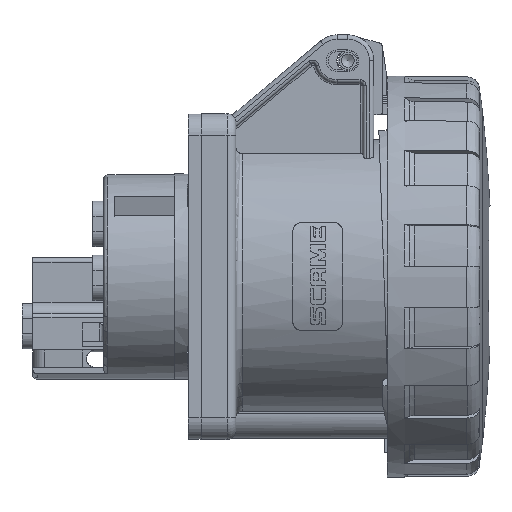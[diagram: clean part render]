
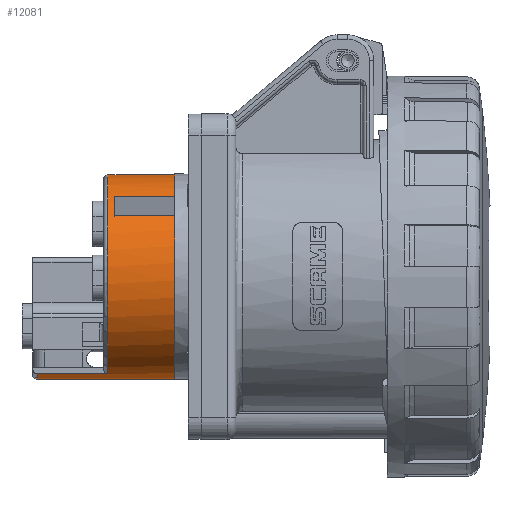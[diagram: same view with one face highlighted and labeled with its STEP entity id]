
A CAD part, left-side view. The second image highlights one B-rep face of the part: STEP entity #12081.
In plain terms, the highlighted cylindrical face has radius 23.75 mm (diameter 47.5 mm), a partial arc.
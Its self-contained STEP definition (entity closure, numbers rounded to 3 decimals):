
#1903=LINE('',#69799,#4380);
#1906=LINE('',#69805,#4383);
#1946=LINE('',#69962,#4423);
#1951=LINE('',#70011,#4428);
#1985=LINE('',#70141,#4462);
#1988=LINE('',#70149,#4465);
#2016=LINE('',#70250,#4493);
#2017=LINE('',#70251,#4494);
#4380=VECTOR('',#47434,1.);
#4383=VECTOR('',#47439,1.);
#4423=VECTOR('',#47558,1.);
#4428=VECTOR('',#47571,1.);
#4462=VECTOR('',#47665,1.);
#4465=VECTOR('',#47674,1.);
#4493=VECTOR('',#47762,1.);
#4494=VECTOR('',#47763,1.);
#6803=FACE_OUTER_BOUND('',#15302,.T.);
#9607=B_SPLINE_CURVE_WITH_KNOTS('',3,(#70222,#70223,#70224,#70225),
 .UNSPECIFIED.,.F.,.F.,(4,4),(0.,1.),.UNSPECIFIED.);
#10899=CYLINDRICAL_SURFACE('',#42096,23.75);
#12081=ADVANCED_FACE('',(#6803),#10899,.T.);
#15302=EDGE_LOOP('',(#20300,#20301,#20302,#20303,#20304,#20305,#20306,#20307,
#20308,#20309,#20310,#20311,#20312,#20313,#20314,#20315));
#20300=ORIENTED_EDGE('',*,*,#34843,.F.);
#20301=ORIENTED_EDGE('',*,*,#34844,.F.);
#20302=ORIENTED_EDGE('',*,*,#34841,.T.);
#20303=ORIENTED_EDGE('',*,*,#34746,.T.);
#20304=ORIENTED_EDGE('',*,*,#34750,.T.);
#20305=ORIENTED_EDGE('',*,*,#34755,.T.);
#20306=ORIENTED_EDGE('',*,*,#34703,.T.);
#20307=ORIENTED_EDGE('',*,*,#34800,.T.);
#20308=ORIENTED_EDGE('',*,*,#34674,.T.);
#20309=ORIENTED_EDGE('',*,*,#34679,.T.);
#20310=ORIENTED_EDGE('',*,*,#34699,.T.);
#20311=ORIENTED_EDGE('',*,*,#34682,.T.);
#20312=ORIENTED_EDGE('',*,*,#34683,.T.);
#20313=ORIENTED_EDGE('',*,*,#34804,.T.);
#20314=ORIENTED_EDGE('',*,*,#34695,.T.);
#20315=ORIENTED_EDGE('',*,*,#34845,.F.);
#30483=VERTEX_POINT('',#69790);
#30484=VERTEX_POINT('',#69791);
#30486=VERTEX_POINT('',#69798);
#30487=VERTEX_POINT('',#69802);
#30488=VERTEX_POINT('',#69804);
#30489=VERTEX_POINT('',#69808);
#30498=VERTEX_POINT('',#69830);
#30499=VERTEX_POINT('',#69832);
#30504=VERTEX_POINT('',#69844);
#30505=VERTEX_POINT('',#69846);
#30528=VERTEX_POINT('',#69960);
#30530=VERTEX_POINT('',#69963);
#30532=VERTEX_POINT('',#69988);
#30578=VERTEX_POINT('',#70226);
#30579=VERTEX_POINT('',#70248);
#30580=VERTEX_POINT('',#70249);
#34674=EDGE_CURVE('',#30483,#30484,#39725,.T.);
#34679=EDGE_CURVE('',#30484,#30486,#1903,.T.);
#34682=EDGE_CURVE('',#30487,#30488,#1906,.T.);
#34683=EDGE_CURVE('',#30488,#30489,#39727,.T.);
#34695=EDGE_CURVE('',#30499,#30498,#39732,.T.);
#34699=EDGE_CURVE('',#30486,#30487,#39733,.T.);
#34703=EDGE_CURVE('',#30505,#30504,#39734,.T.);
#34746=EDGE_CURVE('',#30530,#30528,#1946,.T.);
#34750=EDGE_CURVE('',#30528,#30532,#39748,.T.);
#34755=EDGE_CURVE('',#30532,#30505,#1951,.T.);
#34800=EDGE_CURVE('',#30504,#30483,#1985,.T.);
#34804=EDGE_CURVE('',#30489,#30499,#1988,.T.);
#34841=EDGE_CURVE('',#30578,#30530,#9607,.T.);
#34843=EDGE_CURVE('',#30579,#30580,#39768,.T.);
#34844=EDGE_CURVE('',#30578,#30579,#2016,.T.);
#34845=EDGE_CURVE('',#30580,#30498,#2017,.T.);
#39725=CIRCLE('',#41986,23.75);
#39727=CIRCLE('',#41991,23.75);
#39732=CIRCLE('',#41998,23.75);
#39733=CIRCLE('',#41999,23.75);
#39734=CIRCLE('',#42000,23.75);
#39748=CIRCLE('',#42030,23.75);
#39768=CIRCLE('',#42095,23.75);
#41986=AXIS2_PLACEMENT_3D('',#69789,#47425,#47426);
#41991=AXIS2_PLACEMENT_3D('',#69807,#47442,#47443);
#41998=AXIS2_PLACEMENT_3D('',#69831,#47463,#47464);
#41999=AXIS2_PLACEMENT_3D('',#69838,#47468,#47469);
#42000=AXIS2_PLACEMENT_3D('',#69845,#47473,#47474);
#42030=AXIS2_PLACEMENT_3D('',#69987,#47563,#47564);
#42095=AXIS2_PLACEMENT_3D('',#70247,#47760,#47761);
#42096=AXIS2_PLACEMENT_3D('',#70252,#47764,#47765);
#47425=DIRECTION('',(0.,1.,0.));
#47426=DIRECTION('',(0.,0.,-1.));
#47434=DIRECTION('',(0.,-1.,0.));
#47439=DIRECTION('',(0.,1.,0.));
#47442=DIRECTION('',(0.,1.,0.));
#47443=DIRECTION('',(0.,0.,-1.));
#47463=DIRECTION('',(0.,1.,0.));
#47464=DIRECTION('',(0.,0.,1.));
#47468=DIRECTION('',(0.,1.,0.));
#47469=DIRECTION('',(0.,0.,1.));
#47473=DIRECTION('',(0.,1.,0.));
#47474=DIRECTION('',(0.,0.,1.));
#47558=DIRECTION('',(0.,-1.,0.));
#47563=DIRECTION('',(0.,-1.,0.));
#47564=DIRECTION('',(0.,0.,1.));
#47571=DIRECTION('',(0.,-1.,0.));
#47665=DIRECTION('',(0.,1.,0.));
#47674=DIRECTION('',(0.,-1.,0.));
#47760=DIRECTION('',(0.,1.,0.));
#47761=DIRECTION('',(0.,0.,1.));
#47762=DIRECTION('',(0.,-1.,0.));
#47763=DIRECTION('',(0.,-1.,0.));
#47764=DIRECTION('',(0.,1.,0.));
#47765=DIRECTION('',(0.,0.,-1.));
#69789=CARTESIAN_POINT('',(0.,-33.9,0.));
#69790=CARTESIAN_POINT('',(14.788,-33.9,18.584));
#69791=CARTESIAN_POINT('',(19.007,-33.9,14.24));
#69798=CARTESIAN_POINT('',(19.007,-47.9,14.24));
#69799=CARTESIAN_POINT('',(19.007,-33.9,14.24));
#69802=CARTESIAN_POINT('',(-19.007,-47.9,14.24));
#69804=CARTESIAN_POINT('',(-19.007,-33.9,14.24));
#69805=CARTESIAN_POINT('',(-19.007,-47.9,14.24));
#69807=CARTESIAN_POINT('',(0.,-33.9,0.));
#69808=CARTESIAN_POINT('',(-14.788,-33.9,18.584));
#69830=CARTESIAN_POINT('',(-3.,-47.9,23.56));
#69831=CARTESIAN_POINT('',(0.,-47.9,0.));
#69832=CARTESIAN_POINT('',(-14.788,-47.9,18.584));
#69838=CARTESIAN_POINT('',(0.,-47.9,0.));
#69844=CARTESIAN_POINT('',(14.788,-47.9,18.584));
#69845=CARTESIAN_POINT('',(0.,-47.9,0.));
#69846=CARTESIAN_POINT('',(3.,-47.9,23.56));
#69960=CARTESIAN_POINT('',(7.5,-32.4,-22.535));
#69962=CARTESIAN_POINT('',(7.5,-16.,-22.535));
#69963=CARTESIAN_POINT('',(7.5,-16.,-22.535));
#69987=CARTESIAN_POINT('',(0.,-32.4,0.));
#69988=CARTESIAN_POINT('',(3.,-32.4,23.56));
#70011=CARTESIAN_POINT('',(3.,-32.4,23.56));
#70141=CARTESIAN_POINT('',(14.788,-47.9,18.584));
#70149=CARTESIAN_POINT('',(-14.788,-33.9,18.584));
#70222=CARTESIAN_POINT('',(-7.5,-16.,-22.535));
#70223=CARTESIAN_POINT('',(-2.673,-16.,-24.141));
#70224=CARTESIAN_POINT('',(2.673,-16.,-24.141));
#70225=CARTESIAN_POINT('',(7.5,-16.,-22.535));
#70226=CARTESIAN_POINT('',(-7.5,-16.,-22.535));
#70247=CARTESIAN_POINT('',(0.,-32.4,0.));
#70248=CARTESIAN_POINT('',(-7.5,-32.4,-22.535));
#70249=CARTESIAN_POINT('',(-3.,-32.4,23.56));
#70250=CARTESIAN_POINT('',(-7.5,-16.,-22.535));
#70251=CARTESIAN_POINT('',(-3.,-32.4,23.56));
#70252=CARTESIAN_POINT('',(0.,-32.057,0.));
